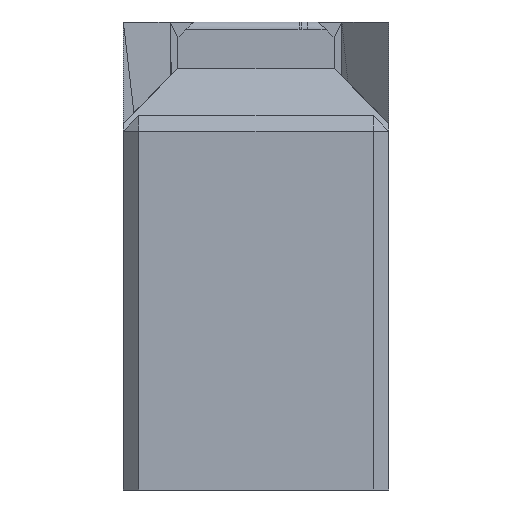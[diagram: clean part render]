
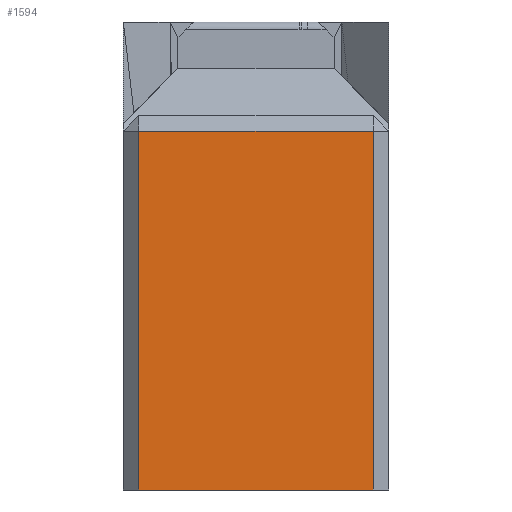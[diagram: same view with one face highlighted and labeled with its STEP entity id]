
A CAD part, front view. The second image highlights one B-rep face of the part: STEP entity #1594.
In plain terms, the highlighted planar face has unit normal (0, -1, 0).
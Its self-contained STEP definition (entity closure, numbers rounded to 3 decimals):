
#42=PLANE('',#1738);
#162=FACE_OUTER_BOUND('',#284,.T.);
#284=EDGE_LOOP('',(#1223,#1224,#1225,#1226));
#388=LINE('',#2319,#596);
#428=LINE('',#2415,#636);
#430=LINE('',#2418,#638);
#433=LINE('',#2422,#641);
#596=VECTOR('',#1851,10.);
#636=VECTOR('',#1931,10.);
#638=VECTOR('',#1935,10.);
#641=VECTOR('',#1940,10.);
#810=VERTEX_POINT('',#2315);
#812=VERTEX_POINT('',#2318);
#840=VERTEX_POINT('',#2390);
#845=VERTEX_POINT('',#2403);
#915=EDGE_CURVE('',#812,#810,#388,.T.);
#962=EDGE_CURVE('',#812,#845,#428,.T.);
#964=EDGE_CURVE('',#845,#840,#430,.T.);
#967=EDGE_CURVE('',#840,#810,#433,.T.);
#1223=ORIENTED_EDGE('',*,*,#967,.F.);
#1224=ORIENTED_EDGE('',*,*,#964,.F.);
#1225=ORIENTED_EDGE('',*,*,#962,.F.);
#1226=ORIENTED_EDGE('',*,*,#915,.T.);
#1594=ADVANCED_FACE('',(#162),#42,.T.);
#1738=AXIS2_PLACEMENT_3D('',#2435,#1951,#1952);
#1851=DIRECTION('',(1.,0.,0.));
#1931=DIRECTION('',(0.,0.,1.));
#1935=DIRECTION('',(1.,0.,0.));
#1940=DIRECTION('',(0.,0.,-1.));
#1951=DIRECTION('center_axis',(0.,-1.,0.));
#1952=DIRECTION('ref_axis',(0.,0.,1.));
#2315=CARTESIAN_POINT('',(7.501,-19.581,-14.455));
#2318=CARTESIAN_POINT('',(-7.501,-19.581,-14.455));
#2319=CARTESIAN_POINT('',(8.501,-19.581,-14.455));
#2390=CARTESIAN_POINT('',(7.501,-19.581,8.545));
#2403=CARTESIAN_POINT('',(-7.501,-19.581,8.545));
#2415=CARTESIAN_POINT('',(-7.501,-19.581,3.545));
#2418=CARTESIAN_POINT('',(4.251,-19.581,8.545));
#2422=CARTESIAN_POINT('',(7.501,-19.581,-8.455));
#2435=CARTESIAN_POINT('Origin',(0.,-19.581,-2.455));
